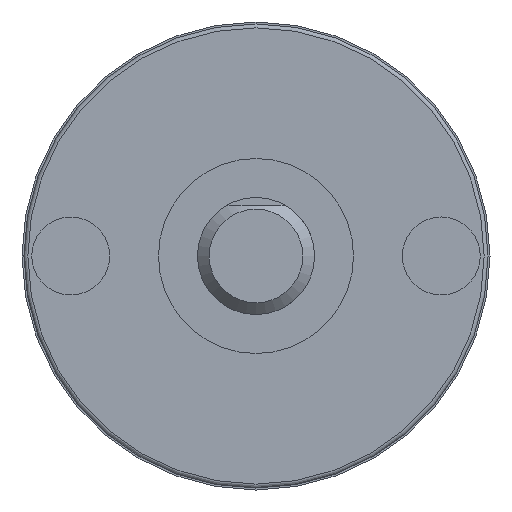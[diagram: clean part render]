
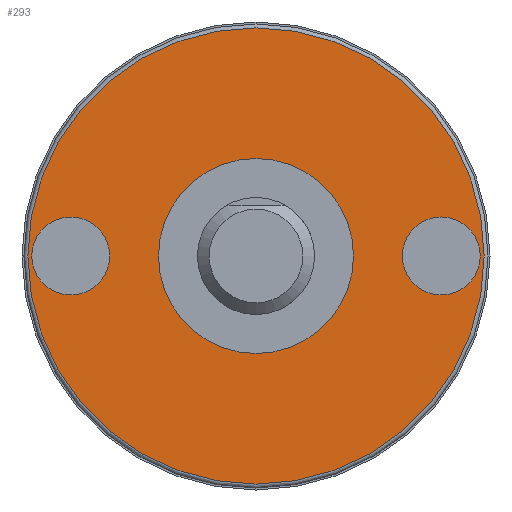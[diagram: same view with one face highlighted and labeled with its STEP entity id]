
A CAD part, front view. The second image highlights one B-rep face of the part: STEP entity #293.
In plain terms, the highlighted planar face has unit normal (0, -1, 0).
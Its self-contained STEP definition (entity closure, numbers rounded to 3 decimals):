
#220=CARTESIAN_POINT('',(-5.85,0.0,0.));
#221=VERTEX_POINT('',#220);
#222=CARTESIAN_POINT('',(0.0,0.0,0.0));
#223=DIRECTION('',(0.0,1.0,0.0));
#224=DIRECTION('',(1.0,0.0,0.0));
#225=AXIS2_PLACEMENT_3D('',#222,#223,#224);
#226=CIRCLE('',#225,5.85);
#227=EDGE_CURVE('',#221,#221,#226,.T.);
#252=CARTESIAN_POINT('',(0.0,0.0,0.0));
#253=DIRECTION('',(0.0,-1.0,0.0));
#254=DIRECTION('',(0.0,0.0,-1.0));
#255=AXIS2_PLACEMENT_3D('',#252,#253,#254);
#256=PLANE('',#255);
#257=ORIENTED_EDGE('',*,*,#227,.F.);
#258=EDGE_LOOP('',(#257));
#259=FACE_OUTER_BOUND('',#258,.T.);
#260=CARTESIAN_POINT('',(2.5,0.0,0.));
#261=VERTEX_POINT('',#260);
#262=CARTESIAN_POINT('',(0.0,0.0,0.0));
#263=DIRECTION('',(0.0,1.0,0.0));
#264=DIRECTION('',(-1.0,0.0,0.0));
#265=AXIS2_PLACEMENT_3D('',#262,#263,#264);
#266=CIRCLE('',#265,2.5);
#267=EDGE_CURVE('',#261,#261,#266,.T.);
#268=ORIENTED_EDGE('',*,*,#267,.T.);
#269=EDGE_LOOP('',(#268));
#270=FACE_BOUND('',#269,.T.);
#271=CARTESIAN_POINT('',(-3.75,0.0,0.));
#272=VERTEX_POINT('',#271);
#273=CARTESIAN_POINT('',(-4.75,0.0,0.));
#274=DIRECTION('',(0.0,1.0,0.0));
#275=DIRECTION('',(-1.0,0.0,0.0));
#276=AXIS2_PLACEMENT_3D('',#273,#274,#275);
#277=CIRCLE('',#276,1.0);
#278=EDGE_CURVE('',#272,#272,#277,.T.);
#279=ORIENTED_EDGE('',*,*,#278,.T.);
#280=EDGE_LOOP('',(#279));
#281=FACE_BOUND('',#280,.T.);
#282=CARTESIAN_POINT('',(5.75,0.0,0.));
#283=VERTEX_POINT('',#282);
#284=CARTESIAN_POINT('',(4.75,0.0,0.));
#285=DIRECTION('',(0.0,1.0,0.0));
#286=DIRECTION('',(-1.0,0.0,0.0));
#287=AXIS2_PLACEMENT_3D('',#284,#285,#286);
#288=CIRCLE('',#287,1.0);
#289=EDGE_CURVE('',#283,#283,#288,.T.);
#290=ORIENTED_EDGE('',*,*,#289,.T.);
#291=EDGE_LOOP('',(#290));
#292=FACE_BOUND('',#291,.T.);
#293=ADVANCED_FACE('',(#259,#270,#281,#292),#256,.T.);
